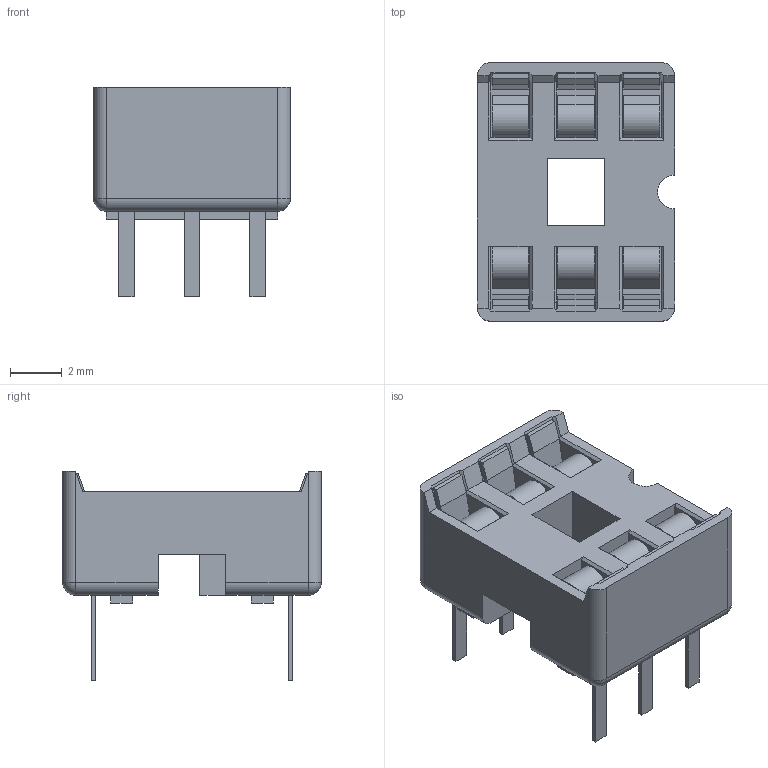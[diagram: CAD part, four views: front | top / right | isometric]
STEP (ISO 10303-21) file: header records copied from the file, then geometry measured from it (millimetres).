
FILE_DESCRIPTION((''),'2;1');
FILE_NAME('C-1-2199298-1','2014-11-04T',('workeradm'),('Tyco Electronics Ltd.'),'PRO/ENGINEER BY PARAMETRIC TECHNOLOGY CORPORATION, 2014090','PRO/ENGINEER BY PARAMETRIC TECHNOLOGY CORPORATION, 2014090','');
FILE_SCHEMA(('AUTOMOTIVE_DESIGN { 1 0 10303 214 1 1 1 1 }'));
Length unit declared in the file: millimetre
Products named in the file (1): C-1-2199298-1
Bounding box: 7.62 x 10 x 8.1 mm (x, y, z)
Volume: 255.8 mm3; surface area: 462.5 mm2
Topology: 1 solids, 1 shells, 228 faces, 627 edges, 400 vertices
Faces by surface type: plane 201, cylinder 23, sphere 4
Entity records: 7269 total; most frequent: CARTESIAN_POINT 1257, ORIENTED_EDGE 1254, DIRECTION 1129, EDGE_CURVE 627, VECTOR 581, LINE 581, VERTEX_POINT 400, AXIS2_PLACEMENT_3D 274
